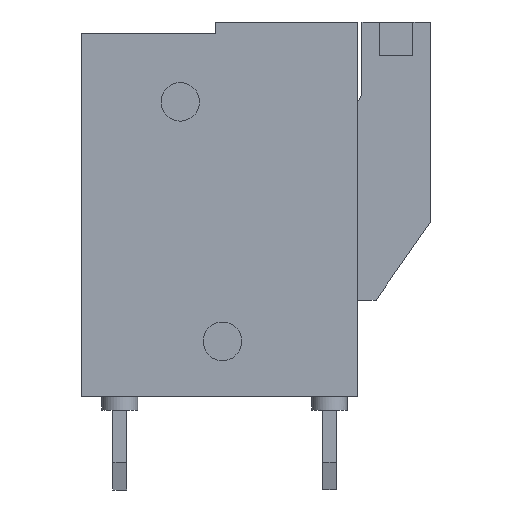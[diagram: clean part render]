
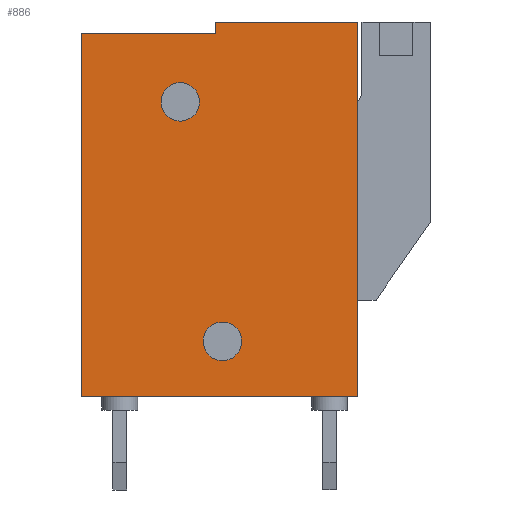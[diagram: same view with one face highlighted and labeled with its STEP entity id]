
A CAD part, left-side view. The second image highlights one B-rep face of the part: STEP entity #886.
In plain terms, the highlighted free-form (B-spline) face has degree [1, 1] with [2, 2] control points.
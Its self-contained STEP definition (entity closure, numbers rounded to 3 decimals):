
#337=CARTESIAN_POINT('',(-1.41,1.61,11.4));
#338=VERTEX_POINT('',#337);
#354=CARTESIAN_POINT('',(-1.41,1.61,10.));
#355=VERTEX_POINT('',#354);
#362=CARTESIAN_POINT('',(-1.41,1.61,10.7));
#363=DIRECTION('',(1.0,0.0,0.0));
#364=DIRECTION('',(0.0,0.0,1.0));
#365=AXIS2_PLACEMENT_3D('',#362,#363,#364);
#366=CIRCLE('',#365,0.7);
#367=EDGE_CURVE('',#338,#355,#366,.T.);
#379=CARTESIAN_POINT('',(-1.41,0.08,2.7));
#380=VERTEX_POINT('',#379);
#396=CARTESIAN_POINT('',(-1.41,0.08,1.3));
#397=VERTEX_POINT('',#396);
#404=CARTESIAN_POINT('',(-1.41,0.08,2.0));
#405=DIRECTION('',(1.0,0.0,0.0));
#406=DIRECTION('',(0.0,0.0,1.0));
#407=AXIS2_PLACEMENT_3D('',#404,#405,#406);
#408=CIRCLE('',#407,0.7);
#409=EDGE_CURVE('',#380,#397,#408,.T.);
#452=CARTESIAN_POINT('',(-1.41,-4.84,13.6));
#453=VERTEX_POINT('',#452);
#462=CARTESIAN_POINT('',(-1.41,-4.84,0.0));
#463=VERTEX_POINT('',#462);
#464=CARTESIAN_POINT('',(-1.41,-4.84,0.0));
#465=DIRECTION('',(0.0,0.0,1.0));
#466=VECTOR('',#465,13.6);
#467=LINE('',#464,#466);
#468=EDGE_CURVE('',#463,#453,#467,.T.);
#492=CARTESIAN_POINT('',(-1.41,0.34,13.6));
#493=VERTEX_POINT('',#492);
#510=CARTESIAN_POINT('',(-1.41,0.34,13.2));
#511=VERTEX_POINT('',#510);
#518=CARTESIAN_POINT('',(-1.41,0.34,13.6));
#519=DIRECTION('',(0.0,0.0,-1.0));
#520=VECTOR('',#519,0.4);
#521=LINE('',#518,#520);
#522=EDGE_CURVE('',#493,#511,#521,.T.);
#540=CARTESIAN_POINT('',(-1.41,-4.84,13.6));
#541=DIRECTION('',(0.0,1.0,0.0));
#542=VECTOR('',#541,5.18);
#543=LINE('',#540,#542);
#544=EDGE_CURVE('',#453,#493,#543,.T.);
#572=CARTESIAN_POINT('',(-1.41,5.21,13.2));
#573=VERTEX_POINT('',#572);
#580=CARTESIAN_POINT('',(-1.41,0.34,13.2));
#581=DIRECTION('',(0.0,1.0,0.0));
#582=VECTOR('',#581,4.87);
#583=LINE('',#580,#582);
#584=EDGE_CURVE('',#511,#573,#583,.T.);
#642=CARTESIAN_POINT('',(-1.41,5.21,0.));
#643=VERTEX_POINT('',#642);
#650=CARTESIAN_POINT('',(-1.41,5.21,13.2));
#651=DIRECTION('',(0.0,0.0,-1.0));
#652=VECTOR('',#651,13.2);
#653=LINE('',#650,#652);
#654=EDGE_CURVE('',#573,#643,#653,.T.);
#684=CARTESIAN_POINT('',(-1.41,0.08,2.0));
#685=DIRECTION('',(1.0,0.0,0.0));
#686=DIRECTION('',(0.0,0.0,1.0));
#687=AXIS2_PLACEMENT_3D('',#684,#685,#686);
#688=CIRCLE('',#687,0.7);
#689=EDGE_CURVE('',#397,#380,#688,.T.);
#708=CARTESIAN_POINT('',(-1.41,1.61,10.7));
#709=DIRECTION('',(1.0,0.0,0.0));
#710=DIRECTION('',(0.0,0.0,1.0));
#711=AXIS2_PLACEMENT_3D('',#708,#709,#710);
#712=CIRCLE('',#711,0.7);
#713=EDGE_CURVE('',#355,#338,#712,.T.);
#756=CARTESIAN_POINT('',(-1.41,5.21,0.));
#757=DIRECTION('',(0.0,-1.0,0.0));
#758=VECTOR('',#757,10.05);
#759=LINE('',#756,#758);
#760=EDGE_CURVE('',#643,#463,#759,.T.);
#865=CARTESIAN_POINT('',(-1.41,5.21,13.6));
#866=CARTESIAN_POINT('',(-1.41,-4.84,13.6));
#867=CARTESIAN_POINT('',(-1.41,5.21,0.));
#868=CARTESIAN_POINT('',(-1.41,-4.84,0.0));
#869=B_SPLINE_SURFACE_WITH_KNOTS('',1,1,((#865,#867),(#866,#868)),.UNSPECIFIED.,.F.,.F.,.U.,(2,2),(2,2),(0.0,10.05),(0.0,13.6),.UNSPECIFIED.);
#870=ORIENTED_EDGE('',*,*,#468,.T.);
#871=ORIENTED_EDGE('',*,*,#544,.T.);
#872=ORIENTED_EDGE('',*,*,#522,.T.);
#873=ORIENTED_EDGE('',*,*,#584,.T.);
#874=ORIENTED_EDGE('',*,*,#654,.T.);
#875=ORIENTED_EDGE('',*,*,#760,.T.);
#876=EDGE_LOOP('',(#870,#871,#872,#873,#874,#875));
#877=FACE_OUTER_BOUND('',#876,.T.);
#878=ORIENTED_EDGE('',*,*,#409,.T.);
#879=ORIENTED_EDGE('',*,*,#689,.T.);
#880=EDGE_LOOP('',(#878,#879));
#881=FACE_BOUND('',#880,.T.);
#882=ORIENTED_EDGE('',*,*,#367,.T.);
#883=ORIENTED_EDGE('',*,*,#713,.T.);
#884=EDGE_LOOP('',(#882,#883));
#885=FACE_BOUND('',#884,.T.);
#886=ADVANCED_FACE('',(#877,#881,#885),#869,.F.);
